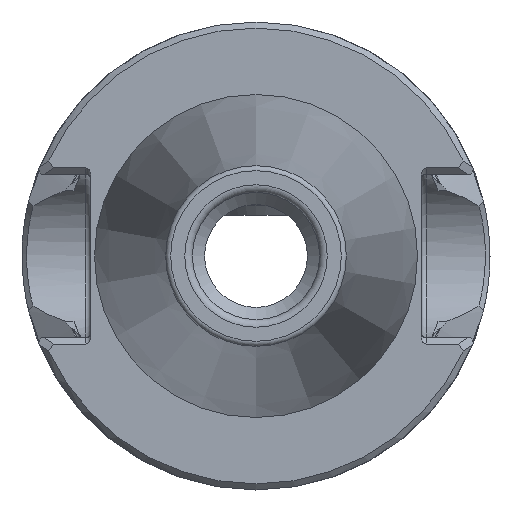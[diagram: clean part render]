
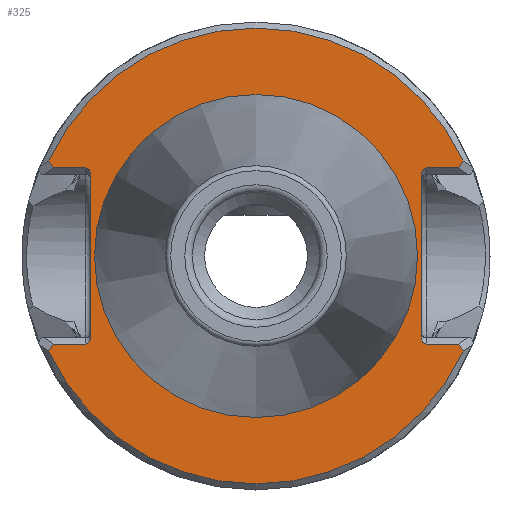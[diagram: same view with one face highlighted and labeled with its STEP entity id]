
A CAD part, left-side view. The second image highlights one B-rep face of the part: STEP entity #325.
In plain terms, the highlighted planar face has unit normal (-1, 0, 0).
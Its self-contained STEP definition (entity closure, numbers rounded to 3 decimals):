
#325 = ADVANCED_FACE( '', ( #685, #686 ), #687, .T. );
#685 = FACE_OUTER_BOUND( '', #1219, .T. );
#686 = FACE_BOUND( '', #1220, .T. );
#687 = PLANE( '', #1221 );
#1219 = EDGE_LOOP( '', ( #2038, #2039, #2040, #2041, #2042, #2043, #2044, #2045, #2046, #2047, #2048, #2049, #2050, #2051, #2052, #2053 ) );
#1220 = EDGE_LOOP( '', ( #2054 ) );
#1221 = AXIS2_PLACEMENT_3D( '', #2055, #2056, #2057 );
#2038 = ORIENTED_EDGE( '', *, *, #2291, .T. );
#2039 = ORIENTED_EDGE( '', *, *, #2351, .T. );
#2040 = ORIENTED_EDGE( '', *, *, #2415, .T. );
#2041 = ORIENTED_EDGE( '', *, *, #2227, .T. );
#2042 = ORIENTED_EDGE( '', *, *, #2431, .T. );
#2043 = ORIENTED_EDGE( '', *, *, #2494, .T. );
#2044 = ORIENTED_EDGE( '', *, *, #2497, .T. );
#2045 = ORIENTED_EDGE( '', *, *, #2243, .T. );
#2046 = ORIENTED_EDGE( '', *, *, #2441, .T. );
#2047 = ORIENTED_EDGE( '', *, *, #2268, .T. );
#2048 = ORIENTED_EDGE( '', *, *, #2448, .T. );
#2049 = ORIENTED_EDGE( '', *, *, #2498, .T. );
#2050 = ORIENTED_EDGE( '', *, *, #2417, .T. );
#2051 = ORIENTED_EDGE( '', *, *, #2355, .T. );
#2052 = ORIENTED_EDGE( '', *, *, #2257, .T. );
#2053 = ORIENTED_EDGE( '', *, *, #2297, .T. );
#2054 = ORIENTED_EDGE( '', *, *, #2325, .F. );
#2055 = CARTESIAN_POINT( '', ( 2., 0., 15.861 ) );
#2056 = DIRECTION( '', ( -1., 0., 0. ) );
#2057 = DIRECTION( '', ( 0., 0., 1. ) );
#2227 = EDGE_CURVE( '', #2626, #2627, #2628, .F. );
#2243 = EDGE_CURVE( '', #2654, #2652, #2655, .T. );
#2257 = EDGE_CURVE( '', #2679, #2677, #2680, .T. );
#2268 = EDGE_CURVE( '', #2696, #2697, #2698, .T. );
#2291 = EDGE_CURVE( '', #2738, #2736, #2739, .T. );
#2297 = EDGE_CURVE( '', #2677, #2738, #2747, .T. );
#2325 = EDGE_CURVE( '', #2786, #2786, #2787, .T. );
#2351 = EDGE_CURVE( '', #2736, #2822, #2823, .T. );
#2355 = EDGE_CURVE( '', #2827, #2679, #2828, .F. );
#2415 = EDGE_CURVE( '', #2822, #2626, #2918, .T. );
#2417 = EDGE_CURVE( '', #2920, #2827, #2921, .T. );
#2431 = EDGE_CURVE( '', #2627, #2938, #2940, .T. );
#2441 = EDGE_CURVE( '', #2652, #2696, #2950, .T. );
#2448 = EDGE_CURVE( '', #2697, #2958, #2959, .T. );
#2494 = EDGE_CURVE( '', #2938, #3009, #3011, .F. );
#2497 = EDGE_CURVE( '', #3009, #2654, #3014, .T. );
#2498 = EDGE_CURVE( '', #2958, #2920, #3015, .F. );
#2626 = VERTEX_POINT( '', #3497 );
#2627 = VERTEX_POINT( '', #3498 );
#2628 = ELLIPSE( '', #3499, 0.707, 0.5 );
#2652 = VERTEX_POINT( '', #3527 );
#2654 = VERTEX_POINT( '', #3535 );
#2655 = B_SPLINE_CURVE_WITH_KNOTS( '', 1, ( #3536, #3537 ), .UNSPECIFIED., .F., .F., ( 2, 2 ), ( 0., 0.821 ), .UNSPECIFIED. );
#2677 = VERTEX_POINT( '', #3654 );
#2679 = VERTEX_POINT( '', #3657 );
#2680 = LINE( '', #3658, #3659 );
#2696 = VERTEX_POINT( '', #3680 );
#2697 = VERTEX_POINT( '', #3681 );
#2698 = B_SPLINE_CURVE_WITH_KNOTS( '', 1, ( #3682, #3683 ), .UNSPECIFIED., .F., .F., ( 2, 2 ), ( 0.179, 1. ), .UNSPECIFIED. );
#2736 = VERTEX_POINT( '', #3791 );
#2738 = VERTEX_POINT( '', #3799 );
#2739 = CIRCLE( '', #3800, 22.4 );
#2747 = B_SPLINE_CURVE_WITH_KNOTS( '', 1, ( #3817, #3818 ), .UNSPECIFIED., .F., .F., ( 2, 2 ), ( 0., 0.821 ), .UNSPECIFIED. );
#2786 = VERTEX_POINT( '', #3899 );
#2787 = CIRCLE( '', #3900, 15.861 );
#2822 = VERTEX_POINT( '', #3982 );
#2823 = B_SPLINE_CURVE_WITH_KNOTS( '', 1, ( #3983, #3984 ), .UNSPECIFIED., .F., .F., ( 2, 2 ), ( 0.179, 1. ), .UNSPECIFIED. );
#2827 = VERTEX_POINT( '', #3992 );
#2828 = ELLIPSE( '', #3993, 0.707, 0.5 );
#2918 = LINE( '', #4194, #4195 );
#2920 = VERTEX_POINT( '', #4197 );
#2921 = LINE( '', #4198, #4199 );
#2938 = VERTEX_POINT( '', #4229 );
#2940 = LINE( '', #4232, #4233 );
#2950 = CIRCLE( '', #4264, 22.4 );
#2958 = VERTEX_POINT( '', #4272 );
#2959 = LINE( '', #4273, #4274 );
#3009 = VERTEX_POINT( '', #4372 );
#3011 = ELLIPSE( '', #4375, 0.707, 0.5 );
#3014 = LINE( '', #4378, #4379 );
#3015 = ELLIPSE( '', #4380, 0.707, 0.5 );
#3497 = CARTESIAN_POINT( '', ( 2., 16.75, 8.65 ) );
#3498 = CARTESIAN_POINT( '', ( 2., 16.25, 7.943 ) );
#3499 = AXIS2_PLACEMENT_3D( '', #4492, #4493, #4494 );
#3527 = CARTESIAN_POINT( '', ( 2., 20.361, -9.337 ) );
#3535 = CARTESIAN_POINT( '', ( 2., 19.923, -8.65 ) );
#3536 = CARTESIAN_POINT( '', ( 2., 19.923, -8.65 ) );
#3537 = CARTESIAN_POINT( '', ( 2., 20.361, -9.337 ) );
#3654 = CARTESIAN_POINT( '', ( 2., -19.923, 8.65 ) );
#3657 = CARTESIAN_POINT( '', ( 2., -16.75, 8.65 ) );
#3658 = CARTESIAN_POINT( '', ( 2., -21.064, 8.65 ) );
#3659 = VECTOR( '', #4526, 1000. );
#3680 = CARTESIAN_POINT( '', ( 2., -20.361, -9.337 ) );
#3681 = CARTESIAN_POINT( '', ( 2., -19.923, -8.65 ) );
#3682 = CARTESIAN_POINT( '', ( 2., -20.361, -9.337 ) );
#3683 = CARTESIAN_POINT( '', ( 2., -19.923, -8.65 ) );
#3791 = CARTESIAN_POINT( '', ( 2., 20.361, 9.337 ) );
#3799 = CARTESIAN_POINT( '', ( 2., -20.361, 9.337 ) );
#3800 = AXIS2_PLACEMENT_3D( '', #4552, #4553, #4554 );
#3817 = CARTESIAN_POINT( '', ( 2., -19.923, 8.65 ) );
#3818 = CARTESIAN_POINT( '', ( 2., -20.361, 9.337 ) );
#3899 = CARTESIAN_POINT( '', ( 2., 0., 15.861 ) );
#3900 = AXIS2_PLACEMENT_3D( '', #4580, #4581, #4582 );
#3982 = CARTESIAN_POINT( '', ( 2., 19.923, 8.65 ) );
#3983 = CARTESIAN_POINT( '', ( 2., 20.361, 9.337 ) );
#3984 = CARTESIAN_POINT( '', ( 2., 19.923, 8.65 ) );
#3992 = CARTESIAN_POINT( '', ( 2., -16.25, 7.943 ) );
#3993 = AXIS2_PLACEMENT_3D( '', #4617, #4618, #4619 );
#4194 = CARTESIAN_POINT( '', ( 2., 16.25, 8.65 ) );
#4195 = VECTOR( '', #4680, 1000. );
#4197 = CARTESIAN_POINT( '', ( 2., -16.25, -7.943 ) );
#4198 = CARTESIAN_POINT( '', ( 2., -16.25, 15.861 ) );
#4199 = VECTOR( '', #4681, 1000. );
#4229 = CARTESIAN_POINT( '', ( 2., 16.25, -7.943 ) );
#4232 = CARTESIAN_POINT( '', ( 2., 16.25, 15.861 ) );
#4233 = VECTOR( '', #4693, 1000. );
#4264 = AXIS2_PLACEMENT_3D( '', #4701, #4702, #4703 );
#4272 = CARTESIAN_POINT( '', ( 2., -16.75, -8.65 ) );
#4273 = CARTESIAN_POINT( '', ( 2., -16.25, -8.65 ) );
#4274 = VECTOR( '', #4710, 1000. );
#4372 = CARTESIAN_POINT( '', ( 2., 16.75, -8.65 ) );
#4375 = AXIS2_PLACEMENT_3D( '', #4742, #4743, #4744 );
#4378 = CARTESIAN_POINT( '', ( 2., 21.064, -8.65 ) );
#4379 = VECTOR( '', #4745, 1000. );
#4380 = AXIS2_PLACEMENT_3D( '', #4746, #4747, #4748 );
#4492 = CARTESIAN_POINT( '', ( 2., 16.75, 7.943 ) );
#4493 = DIRECTION( '', ( -1., 0., 0. ) );
#4494 = DIRECTION( '', ( 0., 0., 1. ) );
#4526 = DIRECTION( '', ( 0., -1., 0. ) );
#4552 = CARTESIAN_POINT( '', ( 2., 0., 0. ) );
#4553 = DIRECTION( '', ( -1., 0., 0. ) );
#4554 = DIRECTION( '', ( 0., 0., 1. ) );
#4580 = CARTESIAN_POINT( '', ( 2., 0., 0. ) );
#4581 = DIRECTION( '', ( -1., 0., 0. ) );
#4582 = DIRECTION( '', ( 0., 0., 1. ) );
#4617 = CARTESIAN_POINT( '', ( 2., -16.75, 7.943 ) );
#4618 = DIRECTION( '', ( -1., 0., 0. ) );
#4619 = DIRECTION( '', ( 0., 0., -1. ) );
#4680 = DIRECTION( '', ( 0., -1., 0. ) );
#4681 = DIRECTION( '', ( 0., 0., 1. ) );
#4693 = DIRECTION( '', ( 0., 0., -1. ) );
#4701 = CARTESIAN_POINT( '', ( 2., 0., 0. ) );
#4702 = DIRECTION( '', ( -1., 0., 0. ) );
#4703 = DIRECTION( '', ( 0., 0., 1. ) );
#4710 = DIRECTION( '', ( 0., 1., 0. ) );
#4742 = CARTESIAN_POINT( '', ( 2., 16.75, -7.943 ) );
#4743 = DIRECTION( '', ( -1., 0., 0. ) );
#4744 = DIRECTION( '', ( 0., 0., 1. ) );
#4745 = DIRECTION( '', ( 0., 1., 0. ) );
#4746 = CARTESIAN_POINT( '', ( 2., -16.75, -7.943 ) );
#4747 = DIRECTION( '', ( -1., 0., 0. ) );
#4748 = DIRECTION( '', ( 0., 0., -1. ) );
